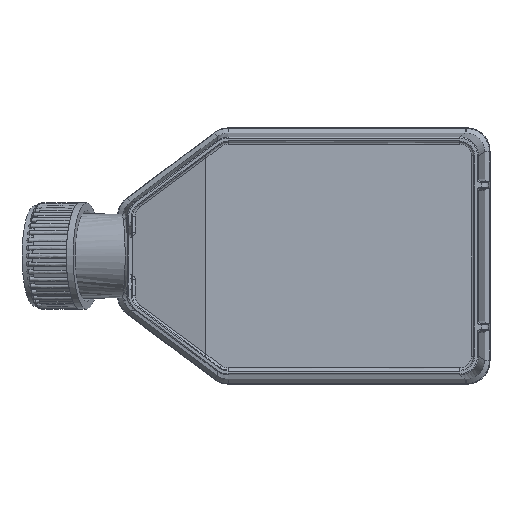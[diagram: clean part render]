
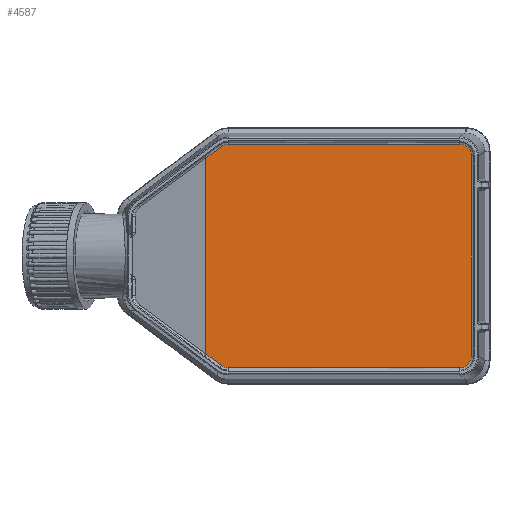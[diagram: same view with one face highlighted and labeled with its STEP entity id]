
A CAD part, front view. The second image highlights one B-rep face of the part: STEP entity #4587.
In plain terms, the highlighted free-form (B-spline) face has degree [1, 1] with [2, 2] control points.
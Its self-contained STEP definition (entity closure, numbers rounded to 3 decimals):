
#3731 = VERTEX_POINT('',#3732);
#3732 = CARTESIAN_POINT('',(-12.991,1.,24.));
#3757 = VERTEX_POINT('',#3758);
#3758 = CARTESIAN_POINT('',(-14.439,1.,23.515));
#3764 = EDGE_CURVE('',#3757,#3731,#3765,.T.);
#3765 = B_SPLINE_CURVE_WITH_KNOTS('',3,(#3766,#3767,#3768,#3769),
  .UNSPECIFIED.,.F.,.F.,(4,4),(-1.572,-1.416),
  .PIECEWISE_BEZIER_KNOTS.);
#3766 = CARTESIAN_POINT('',(-14.439,1.,23.515));
#3767 = CARTESIAN_POINT('',(-14.024,1.,23.823));
#3768 = CARTESIAN_POINT('',(-13.509,1.,23.995));
#3769 = CARTESIAN_POINT('',(-12.991,1.,24.));
#3907 = VERTEX_POINT('',#3908);
#3908 = CARTESIAN_POINT('',(-17.732,1.,-20.996));
#3922 = VERTEX_POINT('',#3923);
#3923 = CARTESIAN_POINT('',(-17.75,1.,-21.058));
#3929 = EDGE_CURVE('',#3922,#3907,#3930,.T.);
#3930 = ( BOUNDED_CURVE() B_SPLINE_CURVE(2,(#3931,#3932,#3933),
.UNSPECIFIED.,.F.,.F.) B_SPLINE_CURVE_WITH_KNOTS((3,3),(
0.,0.122),.PIECEWISE_BEZIER_KNOTS.) CURVE() 
GEOMETRIC_REPRESENTATION_ITEM() RATIONAL_B_SPLINE_CURVE((1.,
0.998,1.)) REPRESENTATION_ITEM('') );
#3931 = CARTESIAN_POINT('',(-17.75,1.,-21.058));
#3932 = CARTESIAN_POINT('',(-17.732,1.,-21.033));
#3933 = CARTESIAN_POINT('',(-17.732,1.,-20.996));
#3957 = VERTEX_POINT('',#3958);
#3958 = CARTESIAN_POINT('',(-14.439,1.,-23.515));
#3964 = EDGE_CURVE('',#3957,#3922,#3965,.T.);
#3965 = B_SPLINE_CURVE_WITH_KNOTS('',1,(#3966,#3967),.UNSPECIFIED.,.F.,
  .F.,(2,2),(-0.814,-0.402),.PIECEWISE_BEZIER_KNOTS.);
#3966 = CARTESIAN_POINT('',(-14.439,1.,-23.515));
#3967 = CARTESIAN_POINT('',(-17.75,1.,-21.058));
#3983 = VERTEX_POINT('',#3984);
#3984 = CARTESIAN_POINT('',(-12.991,1.,-24.));
#3997 = EDGE_CURVE('',#3983,#3957,#3998,.T.);
#3998 = B_SPLINE_CURVE_WITH_KNOTS('',3,(#3999,#4000,#4001,#4002),
  .UNSPECIFIED.,.F.,.F.,(4,4),(-3.299,-3.143),
  .PIECEWISE_BEZIER_KNOTS.);
#3999 = CARTESIAN_POINT('',(-12.991,1.,-24.));
#4000 = CARTESIAN_POINT('',(-13.509,1.,-23.995));
#4001 = CARTESIAN_POINT('',(-14.024,1.,-23.823));
#4002 = CARTESIAN_POINT('',(-14.439,1.,-23.515));
#4037 = EDGE_CURVE('',#3731,#4038,#4040,.T.);
#4038 = VERTEX_POINT('',#4039);
#4039 = CARTESIAN_POINT('',(36.736,1.,24.));
#4040 = B_SPLINE_CURVE_WITH_KNOTS('',1,(#4041,#4042),.UNSPECIFIED.,.F.,
  .F.,(2,2),(-0.81,4.163),.PIECEWISE_BEZIER_KNOTS.);
#4041 = CARTESIAN_POINT('',(-12.991,1.,24.));
#4042 = CARTESIAN_POINT('',(36.736,1.,24.));
#4068 = VERTEX_POINT('',#4069);
#4069 = CARTESIAN_POINT('',(39.234,1.,21.506));
#4086 = EDGE_CURVE('',#4038,#4068,#4087,.T.);
#4087 = B_SPLINE_CURVE_WITH_KNOTS('',3,(#4088,#4089,#4090,#4091,#4092),
  .UNSPECIFIED.,.F.,.F.,(4,1,4),(0.,0.168,
    0.392),.UNSPECIFIED.);
#4088 = CARTESIAN_POINT('',(36.736,1.,24.));
#4089 = CARTESIAN_POINT('',(37.296,1.,24.));
#4090 = CARTESIAN_POINT('',(38.606,1.,23.546));
#4091 = CARTESIAN_POINT('',(39.234,1.,22.253));
#4092 = CARTESIAN_POINT('',(39.234,1.,21.506));
#4124 = VERTEX_POINT('',#4125);
#4125 = CARTESIAN_POINT('',(39.234,1.,-21.506));
#4139 = EDGE_CURVE('',#4068,#4124,#4140,.T.);
#4140 = B_SPLINE_CURVE_WITH_KNOTS('',1,(#4141,#4142),.UNSPECIFIED.,.F.,
  .F.,(2,2),(-1.075,3.226),.PIECEWISE_BEZIER_KNOTS.);
#4141 = CARTESIAN_POINT('',(39.234,1.,21.506));
#4142 = CARTESIAN_POINT('',(39.234,1.,-21.506));
#4155 = VERTEX_POINT('',#4156);
#4156 = CARTESIAN_POINT('',(36.736,1.,-24.));
#4173 = EDGE_CURVE('',#4124,#4155,#4174,.T.);
#4174 = B_SPLINE_CURVE_WITH_KNOTS('',3,(#4175,#4176,#4177,#4178,#4179),
  .UNSPECIFIED.,.F.,.F.,(4,1,4),(0.,0.168,0.392),
  .UNSPECIFIED.);
#4175 = CARTESIAN_POINT('',(39.234,1.,-21.506));
#4176 = CARTESIAN_POINT('',(39.234,1.,-22.066));
#4177 = CARTESIAN_POINT('',(38.776,1.,-23.375));
#4178 = CARTESIAN_POINT('',(37.483,1.,-24.));
#4179 = CARTESIAN_POINT('',(36.736,1.,-24.));
#4217 = EDGE_CURVE('',#4155,#3983,#4218,.T.);
#4218 = B_SPLINE_CURVE_WITH_KNOTS('',1,(#4219,#4220),.UNSPECIFIED.,.F.,
  .F.,(2,2),(-1.338,3.635),.PIECEWISE_BEZIER_KNOTS.);
#4219 = CARTESIAN_POINT('',(36.736,1.,-24.));
#4220 = CARTESIAN_POINT('',(-12.991,1.,-24.));
#4232 = EDGE_CURVE('',#4233,#3757,#4235,.T.);
#4233 = VERTEX_POINT('',#4234);
#4234 = CARTESIAN_POINT('',(-17.75,1.,21.058));
#4235 = B_SPLINE_CURVE_WITH_KNOTS('',1,(#4236,#4237),.UNSPECIFIED.,.F.,
  .F.,(2,2),(-0.692,-0.28),.PIECEWISE_BEZIER_KNOTS.);
#4236 = CARTESIAN_POINT('',(-17.75,1.,21.058));
#4237 = CARTESIAN_POINT('',(-14.439,1.,23.515));
#4281 = VERTEX_POINT('',#4282);
#4282 = CARTESIAN_POINT('',(-17.732,1.,20.996));
#4287 = EDGE_CURVE('',#4281,#4233,#4288,.T.);
#4288 = ( BOUNDED_CURVE() B_SPLINE_CURVE(2,(#4289,#4290,#4291),
.UNSPECIFIED.,.F.,.F.) B_SPLINE_CURVE_WITH_KNOTS((3,3),(-0.122,
0.),.PIECEWISE_BEZIER_KNOTS.) CURVE() 
GEOMETRIC_REPRESENTATION_ITEM() RATIONAL_B_SPLINE_CURVE((1.,
0.998,1.)) REPRESENTATION_ITEM('') );
#4289 = CARTESIAN_POINT('',(-17.732,1.,20.996));
#4290 = CARTESIAN_POINT('',(-17.732,1.,21.033));
#4291 = CARTESIAN_POINT('',(-17.75,1.,21.058));
#4587 = ADVANCED_FACE('',(#4588),#4606,.T.);
#4588 = FACE_BOUND('',#4589,.T.);
#4589 = EDGE_LOOP('',(#4590,#4591,#4592,#4593,#4594,#4595,#4596,#4597,
    #4598,#4599,#4600,#4605));
#4590 = ORIENTED_EDGE('',*,*,#3964,.F.);
#4591 = ORIENTED_EDGE('',*,*,#3997,.F.);
#4592 = ORIENTED_EDGE('',*,*,#4217,.F.);
#4593 = ORIENTED_EDGE('',*,*,#4173,.F.);
#4594 = ORIENTED_EDGE('',*,*,#4139,.F.);
#4595 = ORIENTED_EDGE('',*,*,#4086,.F.);
#4596 = ORIENTED_EDGE('',*,*,#4037,.F.);
#4597 = ORIENTED_EDGE('',*,*,#3764,.F.);
#4598 = ORIENTED_EDGE('',*,*,#4232,.F.);
#4599 = ORIENTED_EDGE('',*,*,#4287,.F.);
#4600 = ORIENTED_EDGE('',*,*,#4601,.F.);
#4601 = EDGE_CURVE('',#3907,#4281,#4602,.T.);
#4602 = B_SPLINE_CURVE_WITH_KNOTS('',1,(#4603,#4604),.UNSPECIFIED.,.F.,
  .F.,(2,2),(-2.1,2.1),.PIECEWISE_BEZIER_KNOTS.);
#4603 = CARTESIAN_POINT('',(-17.732,1.,-20.996));
#4604 = CARTESIAN_POINT('',(-17.732,1.,20.996));
#4605 = ORIENTED_EDGE('',*,*,#3929,.F.);
#4606 = B_SPLINE_SURFACE_WITH_KNOTS('',1,1,(
    (#4607,#4608)
    ,(#4609,#4610
  )),.UNSPECIFIED.,.F.,.F.,.F.,(2,2),(2,2),(-2.401,2.401),(
    -2.774,2.926),.PIECEWISE_BEZIER_KNOTS.);
#4607 = CARTESIAN_POINT('',(-17.76,1.,24.01));
#4608 = CARTESIAN_POINT('',(39.244,1.,24.01));
#4609 = CARTESIAN_POINT('',(-17.76,1.,-24.01));
#4610 = CARTESIAN_POINT('',(39.244,1.,-24.01));
